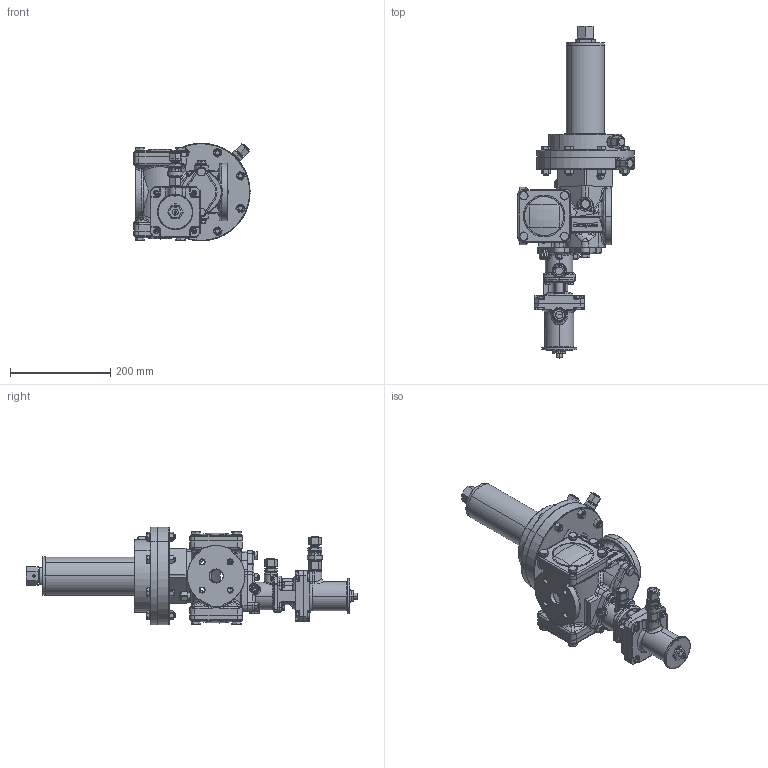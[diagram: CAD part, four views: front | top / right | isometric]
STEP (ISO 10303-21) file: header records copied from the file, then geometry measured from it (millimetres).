
FILE_DESCRIPTION (( 'STEP AP214' ), '1' );
FILE_NAME ('MB_HON370_25_RE0_K2a_-_.STEP', '2017-03-14T16:48:08', ( '' ), ( '' ), 'SwSTEP 2.0', 'SolidWorks 2015', '' );
FILE_SCHEMA (( 'AUTOMOTIVE_DESIGN' ));
Length unit declared in the file: millimetre
Products named in the file (1): MB_HON370_25_RE0_K2a_-_
Bounding box: 232 x 662.8 x 195 mm (x, y, z)
Surface area: 485973.1 mm2 (no closed solid volume)
Topology: 0 solids, 1907 shells, 2357 faces, 10389 edges, 9914 vertices
Faces by surface type: plane 798, cylinder 647, bspline 522, cone 390
Entity records: 205040 total; most frequent: CARTESIAN_POINT 130049, DIRECTION 12997, ORIENTED_EDGE 11346, EDGE_CURVE 10348, VERTEX_POINT 9914, AXIS2_PLACEMENT_3D 4522, VECTOR 3953, LINE 3953
